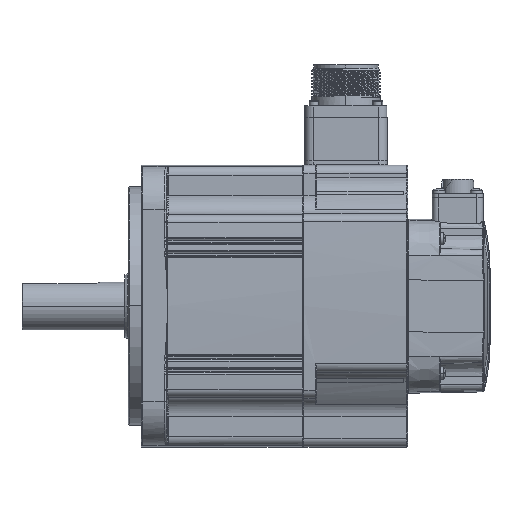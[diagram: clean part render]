
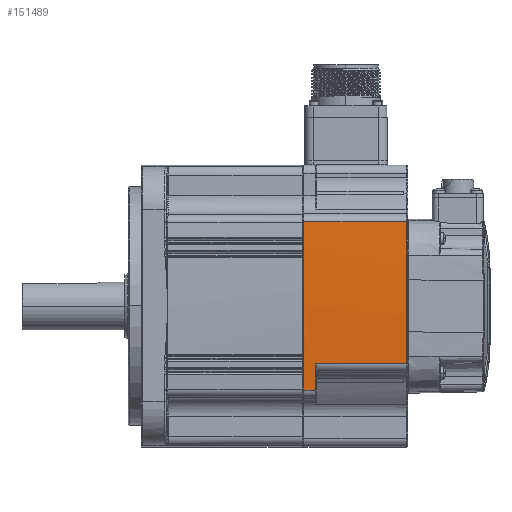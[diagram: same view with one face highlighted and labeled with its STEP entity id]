
A CAD part, top view. The second image highlights one B-rep face of the part: STEP entity #151489.
In plain terms, the highlighted cylindrical face has radius 500 mm (diameter 1000 mm), a partial arc.
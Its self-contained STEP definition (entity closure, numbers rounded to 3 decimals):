
#1203 = EDGE_CURVE ( 'NONE', #91862, #165244, #102023, .T. ) ;
#2971 = DIRECTION ( 'NONE',  ( 0., 0., -1. ) ) ;
#3583 = CARTESIAN_POINT ( 'NONE',  ( -50.003, 0., -435. ) ) ;
#4142 = AXIS2_PLACEMENT_3D ( 'NONE', #28599, #70018, #2971 ) ;
#4902 = VECTOR ( 'NONE', #101518, 1000. ) ;
#5184 = CARTESIAN_POINT ( 'NONE',  ( -56.503, 38.81, 63.491 ) ) ;
#6295 = CIRCLE ( 'NONE', #152161, 500. ) ;
#6748 = EDGE_CURVE ( 'NONE', #70684, #151939, #109106, .T. ) ;
#8148 = DIRECTION ( 'NONE',  ( -1., 0., 0. ) ) ;
#10200 = CARTESIAN_POINT ( 'NONE',  ( -44.503, 0., -435. ) ) ;
#20704 = CARTESIAN_POINT ( 'NONE',  ( -50.003, 0., 65. ) ) ;
#27647 = DIRECTION ( 'NONE',  ( 1., 0., 0. ) ) ;
#28599 = CARTESIAN_POINT ( 'NONE',  ( -2.503, 0., -435. ) ) ;
#31550 = DIRECTION ( 'NONE',  ( 0., 0., 1. ) ) ;
#32108 = EDGE_CURVE ( 'NONE', #111253, #131272, #155681, .T. ) ;
#34085 = CARTESIAN_POINT ( 'NONE',  ( -44.503, -26.714, 64.286 ) ) ;
#36021 = AXIS2_PLACEMENT_3D ( 'NONE', #160987, #27647, #79818 ) ;
#37120 = VECTOR ( 'NONE', #136414, 1000. ) ;
#40309 = ORIENTED_EDGE ( 'NONE', *, *, #80557, .T. ) ;
#41092 = CARTESIAN_POINT ( 'NONE',  ( -56.503, -26.714, 64.286 ) ) ;
#56016 = ORIENTED_EDGE ( 'NONE', *, *, #153844, .T. ) ;
#56577 = CARTESIAN_POINT ( 'NONE',  ( -2.503, 38.81, 63.491 ) ) ;
#66935 = CARTESIAN_POINT ( 'NONE',  ( -50.003, 38.81, 63.491 ) ) ;
#69133 = CARTESIAN_POINT ( 'NONE',  ( -50.003, -38.81, 63.491 ) ) ;
#70018 = DIRECTION ( 'NONE',  ( -1., 0., 0. ) ) ;
#70684 = VERTEX_POINT ( 'NONE', #69133 ) ;
#78661 = AXIS2_PLACEMENT_3D ( 'NONE', #88966, #100218, #129785 ) ;
#79818 = DIRECTION ( 'NONE',  ( 0., 0., -1. ) ) ;
#80557 = EDGE_CURVE ( 'NONE', #151939, #93594, #143167, .T. ) ;
#81557 = EDGE_LOOP ( 'NONE', ( #134095, #40309, #93193, #98214, #56016, #168341, #154558 ) ) ;
#87340 = VECTOR ( 'NONE', #8148, 1000. ) ;
#87651 = EDGE_CURVE ( 'NONE', #93594, #91862, #100649, .T. ) ;
#88966 = CARTESIAN_POINT ( 'NONE',  ( -50.003, 0., -435. ) ) ;
#91862 = VERTEX_POINT ( 'NONE', #121320 ) ;
#93193 = ORIENTED_EDGE ( 'NONE', *, *, #87651, .T. ) ;
#93594 = VERTEX_POINT ( 'NONE', #34085 ) ;
#98214 = ORIENTED_EDGE ( 'NONE', *, *, #1203, .T. ) ;
#100218 = DIRECTION ( 'NONE',  ( 1., 0., 0. ) ) ;
#100649 = LINE ( 'NONE', #41092, #37120 ) ;
#101518 = DIRECTION ( 'NONE',  ( 1., 0., 0. ) ) ;
#102023 = CIRCLE ( 'NONE', #4142, 500. ) ;
#104505 = DIRECTION ( 'NONE',  ( -1., 0., 0. ) ) ;
#109106 = LINE ( 'NONE', #169749, #4902 ) ;
#111253 = VERTEX_POINT ( 'NONE', #66935 ) ;
#112675 = DIRECTION ( 'NONE',  ( 1., 0., 0. ) ) ;
#113947 = AXIS2_PLACEMENT_3D ( 'NONE', #10200, #104505, #129976 ) ;
#121320 = CARTESIAN_POINT ( 'NONE',  ( -2.503, -26.714, 64.286 ) ) ;
#128885 = FACE_OUTER_BOUND ( 'NONE', #81557, .T. ) ;
#129785 = DIRECTION ( 'NONE',  ( 0., 0., 1. ) ) ;
#129976 = DIRECTION ( 'NONE',  ( 0., 0., -1. ) ) ;
#130971 = CYLINDRICAL_SURFACE ( 'NONE', #36021, 500. ) ;
#131272 = VERTEX_POINT ( 'NONE', #20704 ) ;
#134095 = ORIENTED_EDGE ( 'NONE', *, *, #6748, .T. ) ;
#136414 = DIRECTION ( 'NONE',  ( 1., 0., 0. ) ) ;
#143167 = CIRCLE ( 'NONE', #113947, 500. ) ;
#146673 = LINE ( 'NONE', #5184, #87340 ) ;
#151489 = ADVANCED_FACE ( 'NONE', ( #128885 ), #130971, .T. ) ;
#151939 = VERTEX_POINT ( 'NONE', #159021 ) ;
#152161 = AXIS2_PLACEMENT_3D ( 'NONE', #3583, #112675, #31550 ) ;
#153844 = EDGE_CURVE ( 'NONE', #165244, #111253, #146673, .T. ) ;
#154558 = ORIENTED_EDGE ( 'NONE', *, *, #171341, .T. ) ;
#155681 = CIRCLE ( 'NONE', #78661, 500. ) ;
#159021 = CARTESIAN_POINT ( 'NONE',  ( -44.503, -38.81, 63.491 ) ) ;
#160987 = CARTESIAN_POINT ( 'NONE',  ( -56.503, 0., -435. ) ) ;
#165244 = VERTEX_POINT ( 'NONE', #56577 ) ;
#168341 = ORIENTED_EDGE ( 'NONE', *, *, #32108, .T. ) ;
#169749 = CARTESIAN_POINT ( 'NONE',  ( -56.503, -38.81, 63.491 ) ) ;
#171341 = EDGE_CURVE ( 'NONE', #131272, #70684, #6295, .T. ) ;
